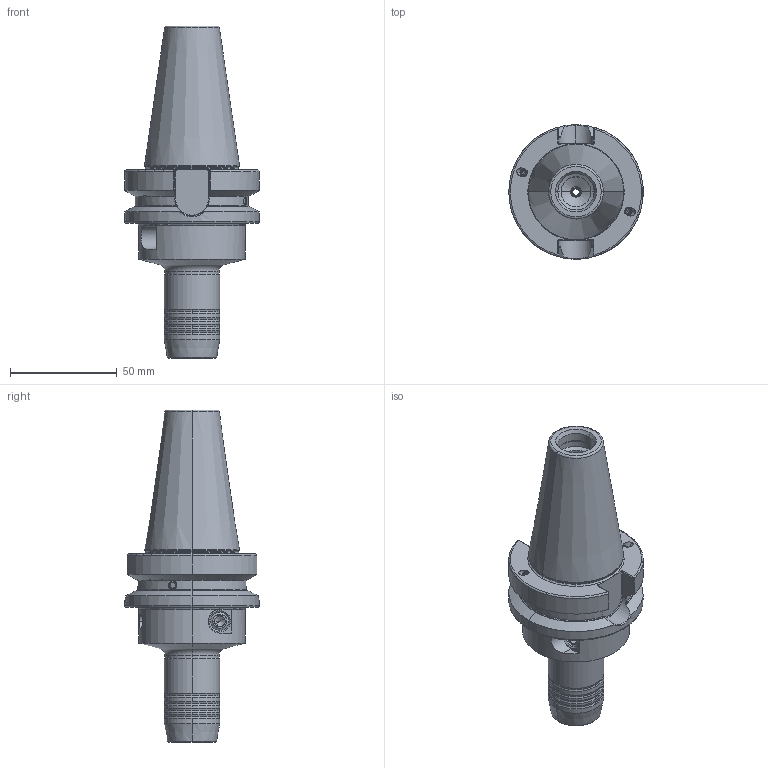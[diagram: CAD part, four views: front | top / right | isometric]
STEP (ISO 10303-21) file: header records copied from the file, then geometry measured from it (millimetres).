
FILE_DESCRIPTION (( 'STEP AP214' ), '1' );
FILE_NAME ('77.403.006 x90_step.STEP', '2020-02-06T08:20:18', ( '' ), ( '' ), 'SwSTEP 2.0', 'SolidWorks 2018', '' );
FILE_SCHEMA (( 'AUTOMOTIVE_DESIGN' ));
Length unit declared in the file: millimetre
Products named in the file (1): 77.403.006 x90_step
Bounding box: 62.95 x 62.95 x 155.4 mm (x, y, z)
Volume: 176935.9 mm3; surface area: 38914.8 mm2
Topology: 14 solids, 14 shells, 493 faces, 1157 edges, 683 vertices
Faces by surface type: cylinder 161, cone 138, plane 111, torus 72, bspline 7, sphere 4
Entity records: 22389 total; most frequent: CARTESIAN_POINT 5575, DIRECTION 2518, ORIENTED_EDGE 2254, EDGE_CURVE 1127, AXIS2_PLACEMENT_3D 1043, VERTEX_POINT 677, CIRCLE 556, EDGE_LOOP 530
